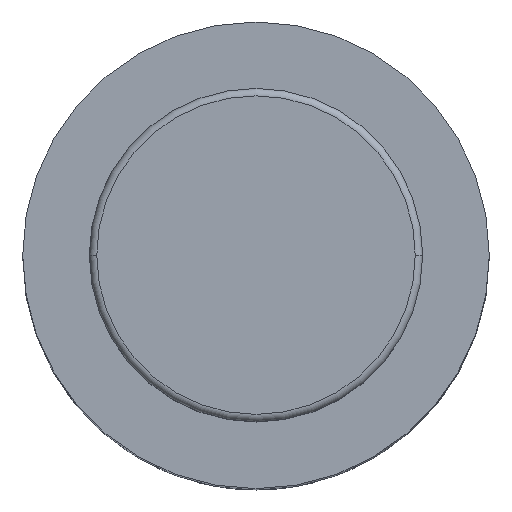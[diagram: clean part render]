
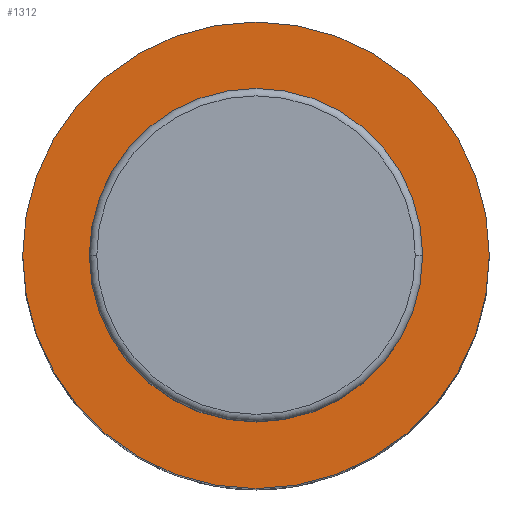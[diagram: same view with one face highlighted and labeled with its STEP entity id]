
A CAD part, top view. The second image highlights one B-rep face of the part: STEP entity #1312.
In plain terms, the highlighted planar face has unit normal (0, 0, 1).
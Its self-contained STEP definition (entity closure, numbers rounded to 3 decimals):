
#13 = DIRECTION ( 'NONE',  ( 0., 0., -1. ) ) ;
#34 = CARTESIAN_POINT ( 'NONE',  ( 0., 0., 102. ) ) ;
#39 = AXIS2_PLACEMENT_3D ( 'NONE', #758, #2408, #1050 ) ;
#215 = EDGE_LOOP ( 'NONE', ( #2196, #2216 ) ) ;
#262 = EDGE_LOOP ( 'NONE', ( #327, #973 ) ) ;
#263 = AXIS2_PLACEMENT_3D ( 'NONE', #1058, #1836, #399 ) ;
#327 = ORIENTED_EDGE ( 'NONE', *, *, #416, .F. ) ;
#355 = CIRCLE ( 'NONE', #1018, 31.5 ) ;
#372 = EDGE_CURVE ( 'NONE', #2135, #1646, #1394, .T. ) ;
#399 = DIRECTION ( 'NONE',  ( 1., 0., 0. ) ) ;
#416 = EDGE_CURVE ( 'NONE', #1338, #1812, #785, .T. ) ;
#484 = EDGE_CURVE ( 'NONE', #1646, #2135, #1677, .T. ) ;
#533 = AXIS2_PLACEMENT_3D ( 'NONE', #2300, #1567, #2223 ) ;
#569 = DIRECTION ( 'NONE',  ( 0., 0., -1. ) ) ;
#598 = PLANE ( 'NONE',  #263 ) ;
#704 = FACE_OUTER_BOUND ( 'NONE', #262, .T. ) ;
#757 = DIRECTION ( 'NONE',  ( -1., 0., 0. ) ) ;
#758 = CARTESIAN_POINT ( 'NONE',  ( 0., 0., 102. ) ) ;
#785 = CIRCLE ( 'NONE', #533, 31.5 ) ;
#973 = ORIENTED_EDGE ( 'NONE', *, *, #2162, .F. ) ;
#1018 = AXIS2_PLACEMENT_3D ( 'NONE', #34, #569, #757 ) ;
#1050 = DIRECTION ( 'NONE',  ( -1., 0., 0. ) ) ;
#1058 = CARTESIAN_POINT ( 'NONE',  ( -22.5, 0., 102. ) ) ;
#1104 = CARTESIAN_POINT ( 'NONE',  ( 0., 0., 102. ) ) ;
#1311 = CARTESIAN_POINT ( 'NONE',  ( -31.5, 0., 102. ) ) ;
#1312 = ADVANCED_FACE ( 'NONE', ( #2245, #704 ), #598, .T. ) ;
#1330 = CARTESIAN_POINT ( 'NONE',  ( 22.5, 0., 102. ) ) ;
#1338 = VERTEX_POINT ( 'NONE', #1311 ) ;
#1394 = CIRCLE ( 'NONE', #2337, 22.5 ) ;
#1556 = DIRECTION ( 'NONE',  ( -1., 0., 0. ) ) ;
#1567 = DIRECTION ( 'NONE',  ( 0., 0., -1. ) ) ;
#1646 = VERTEX_POINT ( 'NONE', #2521 ) ;
#1677 = CIRCLE ( 'NONE', #39, 22.5 ) ;
#1812 = VERTEX_POINT ( 'NONE', #2508 ) ;
#1836 = DIRECTION ( 'NONE',  ( 0., 0., 1. ) ) ;
#2135 = VERTEX_POINT ( 'NONE', #1330 ) ;
#2162 = EDGE_CURVE ( 'NONE', #1812, #1338, #355, .T. ) ;
#2196 = ORIENTED_EDGE ( 'NONE', *, *, #484, .T. ) ;
#2216 = ORIENTED_EDGE ( 'NONE', *, *, #372, .T. ) ;
#2223 = DIRECTION ( 'NONE',  ( -1., 0., 0. ) ) ;
#2245 = FACE_BOUND ( 'NONE', #215, .T. ) ;
#2300 = CARTESIAN_POINT ( 'NONE',  ( 0., 0., 102. ) ) ;
#2337 = AXIS2_PLACEMENT_3D ( 'NONE', #1104, #13, #1556 ) ;
#2408 = DIRECTION ( 'NONE',  ( 0., 0., -1. ) ) ;
#2508 = CARTESIAN_POINT ( 'NONE',  ( 31.5, 0., 102. ) ) ;
#2521 = CARTESIAN_POINT ( 'NONE',  ( -22.5, 0., 102. ) ) ;
